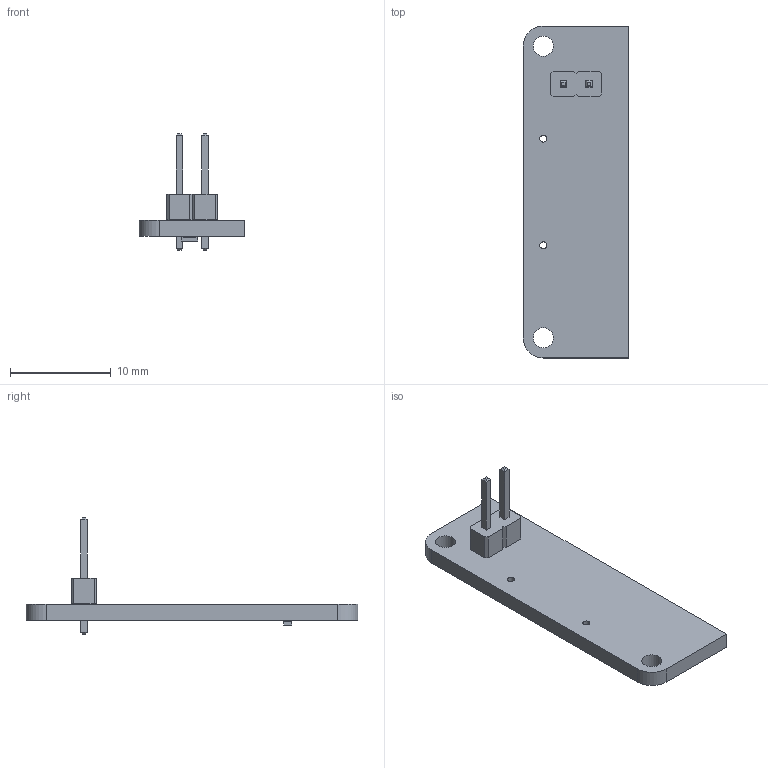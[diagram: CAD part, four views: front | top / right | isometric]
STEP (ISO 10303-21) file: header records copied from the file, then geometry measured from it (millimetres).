
FILE_DESCRIPTION(('KiCad electronic assembly'),'2;1');
FILE_NAME('MovuinoShieldPressure.step','2022-01-24T17:23:47',( 'An Author'),('A Company'),'Open CASCADE STEP processor 6.9', 'KiCad to STEP converter','Unknown');
FILE_SCHEMA(('AUTOMOTIVE_DESIGN { 1 0 10303 214 1 1 1 1 }'));
Length unit declared in the file: millimetre
Products named in the file (6): Open CASCADE STEP translator 6.9 1; PinHeader_1x02_P2.54mm_Vertical; SOLID; R_0603_1608Metric; COMPOUND
Assembly tree (5 placements, depth 3):
  Open CASCADE STEP translator 6.9 1
    PinHeader_1x02_P2.54mm_Vertical
      SOLID
    R_0603_1608Metric
      SOLID
    COMPOUND
Bounding box: 10.5 x 33 x 11.54 mm (x, y, z)
Volume: 577.8 mm3; surface area: 959.2 mm2
Topology: 3 solids, 3 shells, 92 faces, 226 edges, 144 vertices
Faces by surface type: plane 76, cylinder 16
Full cylindrical faces by diameter (mm): 0.7 x2, 1 x2, 2 x2
Entity records: 6316 total; most frequent: CARTESIAN_POINT 968, DIRECTION 898, LINE 614, VECTOR 614, ORIENTED_EDGE 452, PCURVE 452, DEFINITIONAL_REPRESENTATION 452, EDGE_CURVE 226
